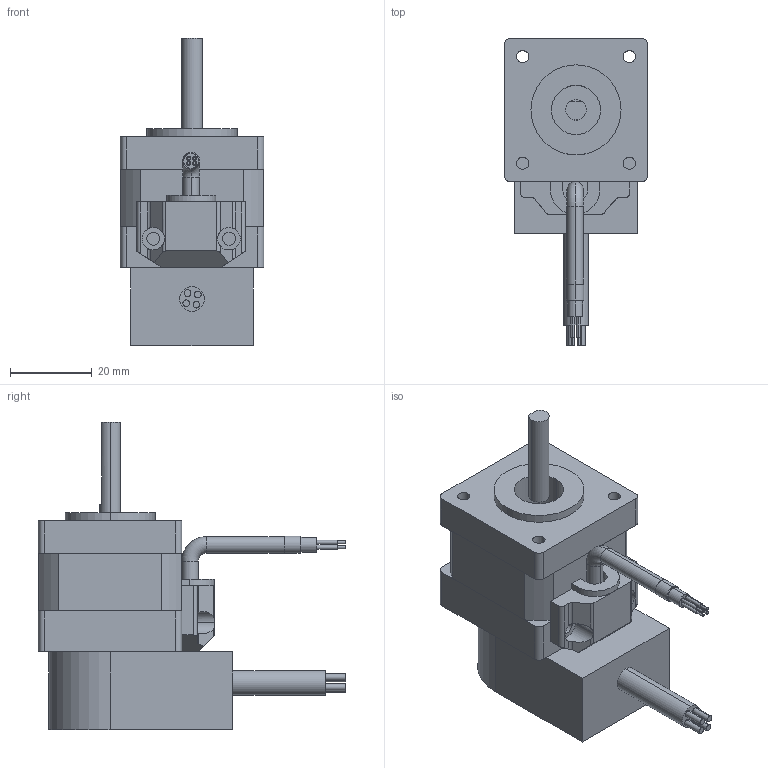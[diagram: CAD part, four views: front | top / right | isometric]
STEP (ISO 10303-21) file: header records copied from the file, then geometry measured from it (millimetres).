
FILE_DESCRIPTION (( 'STEP AP214' ), '1' );
FILE_NAME ('35A34EC-Q01.STEP', '2025-09-22T03:17:38', ( 'MM' ), ( 'Microsoft' ), 'SwSTEP 2.0', 'SolidWorks 2024', '' );
FILE_SCHEMA (( 'AUTOMOTIVE_DESIGN' ));
Length unit declared in the file: millimetre
Products named in the file (1): 35A34EC-Q01
Bounding box: 35 x 75 x 75 mm (x, y, z)
Volume: 61803.8 mm3; surface area: 18518.3 mm2
Topology: 5 solids, 5 shells, 182 faces, 474 edges, 313 vertices
Faces by surface type: cylinder 102, plane 74, torus 6
Entity records: 5832 total; most frequent: CARTESIAN_POINT 1060, DIRECTION 1045, ORIENTED_EDGE 948, EDGE_CURVE 474, AXIS2_PLACEMENT_3D 406, VERTEX_POINT 313, VECTOR 233, LINE 233
